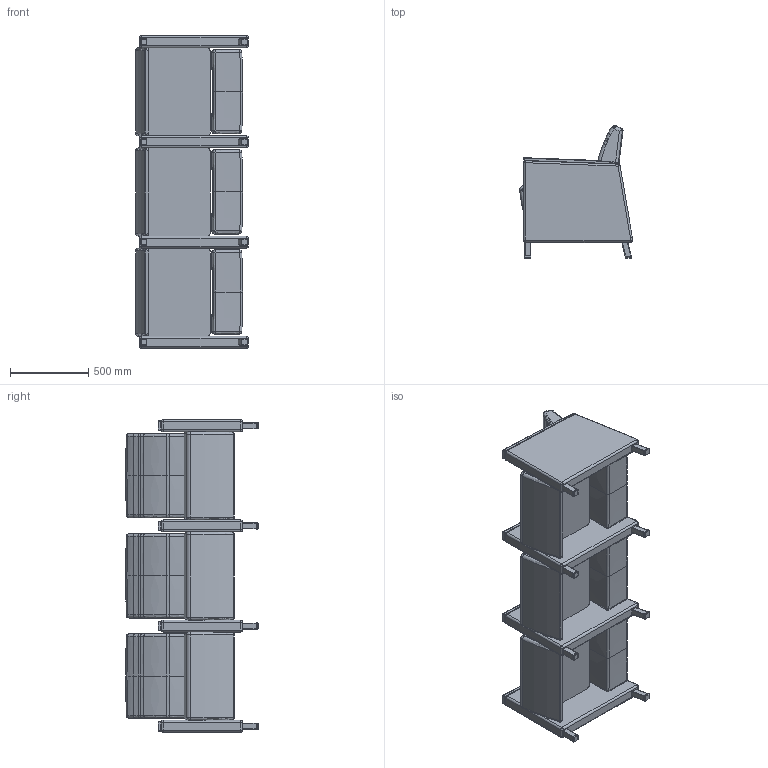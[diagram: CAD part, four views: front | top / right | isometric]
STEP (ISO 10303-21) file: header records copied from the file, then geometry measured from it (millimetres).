
FILE_DESCRIPTION(/* description */ (''),/* implementation_level */ '2;1');
FILE_NAME(/* name */ 'KMU30IU-W-J.stp',/* time_stamp */ '2021-02-09T16:03:44-05:00',/* author */ ('jbosley'),/* organization */ (''),/* preprocessor_version */ 'ST-DEVELOPER v18',/* originating_system */ 'Autodesk Inventor 2020',/* authorisation */ '');
FILE_SCHEMA (('AUTOMOTIVE_DESIGN { 1 0 10303 214 3 1 1 }'));
Length unit declared in the file: inch
Products named in the file (16): KMU30IU-W-J; KOU10 SEAT; KOU10 NEW BACK; KMU10U-W-J; KMU10 ARM; WAC KMU10-B; LEG 4-1; LEG 4-1_1; LEG 4-1_2; LEG 4-1 TOP PLATE; LEG MBO11; LEG MBO11_1; LEG MBO11_2; LEG MBO11 TOP PLATE; LEG CAP KOL-1 (GENERIC); LEG CAP 1.5-1 (GENERIC)
Assembly tree (34 placements, depth 3):
  KMU30IU-W-J
    KOU10 SEAT  x3
    KOU10 NEW BACK  x3
    KMU10U-W-J  x4
      KMU10 ARM
      WAC KMU10-B
    LEG 4-1  x4
      LEG 4-1_1
      LEG 4-1_2
      LEG 4-1 TOP PLATE
    LEG MBO11  x4
      LEG MBO11_1
      LEG MBO11_2
      LEG MBO11 TOP PLATE
    LEG CAP KOL-1 (GENERIC)  x4
    LEG CAP 1.5-1 (GENERIC)  x4
Bounding box: 722.37 x 847.67 x 2000.25 mm (x, y, z)
Volume: 388971270.5 mm3; surface area: 10107949.4 mm2
Topology: 70 solids, 70 shells, 1303 faces, 2975 edges, 1798 vertices
Faces by surface type: plane 489, cylinder 378, bspline 314, sphere 64, torus 58
Full cylindrical faces by diameter (mm): 1.587 x16, 9.525 x16
Entity records: 13725 total; most frequent: CARTESIAN_POINT 5548, ORIENTED_EDGE 1612, DIRECTION 1467, EDGE_CURVE 806, AXIS2_PLACEMENT_3D 560, VERTEX_POINT 488, EDGE_LOOP 368, FACE_OUTER_BOUND 355
